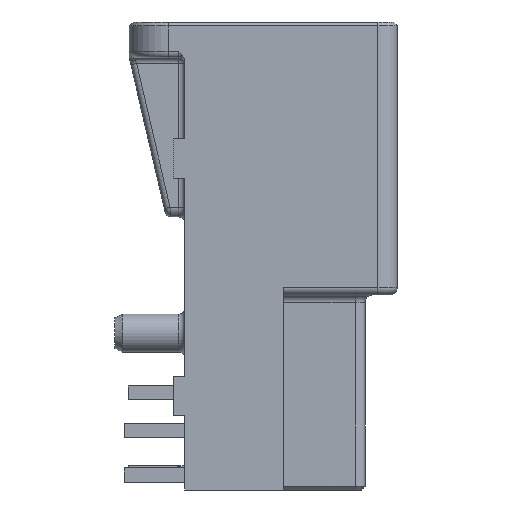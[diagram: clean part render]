
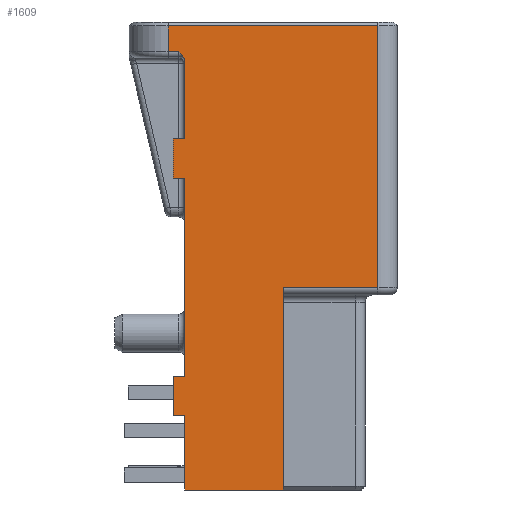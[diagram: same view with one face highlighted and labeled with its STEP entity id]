
A CAD part, left-side view. The second image highlights one B-rep face of the part: STEP entity #1609.
In plain terms, the highlighted planar face has unit normal (-1, 0, 0).
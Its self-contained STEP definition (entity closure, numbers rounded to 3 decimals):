
#1146=B_SPLINE_CURVE_WITH_KNOTS('',3,(#27701,#27702,#27703,#27704,#27705,
#27706,#27707,#27708,#27709,#27710,#27711,#27712,#27713),.UNSPECIFIED.,
 .F.,.F.,(4,3,3,3,4),(0.,0.006,0.496,0.783,
1.),.UNSPECIFIED.);
#1609=ADVANCED_FACE('',(#3292),#2632,.T.);
#2632=PLANE('',#19632);
#3292=FACE_OUTER_BOUND('',#4349,.T.);
#4349=EDGE_LOOP('',(#6519,#6520,#6521,#6522,#6523,#6524,#6525,#6526,#6527,
#6528,#6529,#6530,#6531,#6532,#6533,#6534,#6535));
#6519=ORIENTED_EDGE('',*,*,#13483,.T.);
#6520=ORIENTED_EDGE('',*,*,#13484,.T.);
#6521=ORIENTED_EDGE('',*,*,#13485,.T.);
#6522=ORIENTED_EDGE('',*,*,#13486,.T.);
#6523=ORIENTED_EDGE('',*,*,#13487,.F.);
#6524=ORIENTED_EDGE('',*,*,#13488,.T.);
#6525=ORIENTED_EDGE('',*,*,#13489,.T.);
#6526=ORIENTED_EDGE('',*,*,#13367,.F.);
#6527=ORIENTED_EDGE('',*,*,#13490,.F.);
#6528=ORIENTED_EDGE('',*,*,#13491,.F.);
#6529=ORIENTED_EDGE('',*,*,#13492,.T.);
#6530=ORIENTED_EDGE('',*,*,#13363,.F.);
#6531=ORIENTED_EDGE('',*,*,#13493,.F.);
#6532=ORIENTED_EDGE('',*,*,#13494,.F.);
#6533=ORIENTED_EDGE('',*,*,#13495,.T.);
#6534=ORIENTED_EDGE('',*,*,#13359,.F.);
#6535=ORIENTED_EDGE('',*,*,#13441,.T.);
#11615=VERTEX_POINT('',#27439);
#11616=VERTEX_POINT('',#27441);
#11619=VERTEX_POINT('',#27447);
#11620=VERTEX_POINT('',#27449);
#11623=VERTEX_POINT('',#27455);
#11624=VERTEX_POINT('',#27457);
#11695=VERTEX_POINT('',#27606);
#11729=VERTEX_POINT('',#27690);
#11730=VERTEX_POINT('',#27692);
#11731=VERTEX_POINT('',#27694);
#11732=VERTEX_POINT('',#27696);
#11733=VERTEX_POINT('',#27698);
#11734=VERTEX_POINT('',#27700);
#11735=VERTEX_POINT('',#27715);
#11736=VERTEX_POINT('',#27717);
#11737=VERTEX_POINT('',#27720);
#11738=VERTEX_POINT('',#27722);
#13359=EDGE_CURVE('',#11615,#11616,#15867,.T.);
#13363=EDGE_CURVE('',#11619,#11620,#15871,.T.);
#13367=EDGE_CURVE('',#11623,#11624,#15875,.T.);
#13441=EDGE_CURVE('',#11615,#11695,#15941,.T.);
#13483=EDGE_CURVE('',#11695,#11729,#15979,.T.);
#13484=EDGE_CURVE('',#11729,#11730,#15980,.T.);
#13485=EDGE_CURVE('',#11730,#11731,#15981,.T.);
#13486=EDGE_CURVE('',#11731,#11732,#15982,.T.);
#13487=EDGE_CURVE('',#11733,#11732,#15983,.T.);
#13488=EDGE_CURVE('',#11733,#11734,#15984,.T.);
#13489=EDGE_CURVE('',#11734,#11624,#1146,.T.);
#13490=EDGE_CURVE('',#11735,#11623,#15985,.T.);
#13491=EDGE_CURVE('',#11736,#11735,#15986,.T.);
#13492=EDGE_CURVE('',#11736,#11620,#15987,.T.);
#13493=EDGE_CURVE('',#11737,#11619,#15988,.T.);
#13494=EDGE_CURVE('',#11738,#11737,#15989,.T.);
#13495=EDGE_CURVE('',#11738,#11616,#15990,.T.);
#15867=LINE('',#27440,#17831);
#15871=LINE('',#27448,#17835);
#15875=LINE('',#27456,#17839);
#15941=LINE('',#27605,#17905);
#15979=LINE('',#27689,#17943);
#15980=LINE('',#27691,#17944);
#15981=LINE('',#27693,#17945);
#15982=LINE('',#27695,#17946);
#15983=LINE('',#27697,#17947);
#15984=LINE('',#27699,#17948);
#15985=LINE('',#27714,#17949);
#15986=LINE('',#27716,#17950);
#15987=LINE('',#27718,#17951);
#15988=LINE('',#27719,#17952);
#15989=LINE('',#27721,#17953);
#15990=LINE('',#27723,#17954);
#17831=VECTOR('',#21560,1.);
#17835=VECTOR('',#21564,1.);
#17839=VECTOR('',#21568,1.);
#17905=VECTOR('',#21658,1.);
#17943=VECTOR('',#21720,1.);
#17944=VECTOR('',#21721,1.);
#17945=VECTOR('',#21722,1.);
#17946=VECTOR('',#21723,1.);
#17947=VECTOR('',#21724,1.);
#17948=VECTOR('',#21725,1.);
#17949=VECTOR('',#21726,1.);
#17950=VECTOR('',#21727,1.);
#17951=VECTOR('',#21728,1.);
#17952=VECTOR('',#21729,1.);
#17953=VECTOR('',#21730,1.);
#17954=VECTOR('',#21731,1.);
#19632=AXIS2_PLACEMENT_3D('',#27724,#21732,#21733);
#21560=DIRECTION('',(0.,0.,1.));
#21564=DIRECTION('',(0.,0.,1.));
#21568=DIRECTION('',(0.,0.,1.));
#21658=DIRECTION('',(0.,-1.,0.));
#21720=DIRECTION('',(0.,0.,1.));
#21721=DIRECTION('',(0.,-1.,0.));
#21722=DIRECTION('',(0.,0.,1.));
#21723=DIRECTION('',(0.,1.,0.));
#21724=DIRECTION('',(0.,0.,1.));
#21725=DIRECTION('',(0.,-1.,0.));
#21726=DIRECTION('',(0.,-1.,0.));
#21727=DIRECTION('',(0.,0.,1.));
#21728=DIRECTION('',(0.,-1.,0.));
#21729=DIRECTION('',(0.,-1.,0.));
#21730=DIRECTION('',(0.,0.,1.));
#21731=DIRECTION('',(0.,-1.,0.));
#21732=DIRECTION('',(-1.,0.,0.));
#21733=DIRECTION('',(0.,-1.,0.));
#27439=CARTESIAN_POINT('',(-6.8,5.45,-9.1));
#27440=CARTESIAN_POINT('',(-6.8,5.45,14.9));
#27441=CARTESIAN_POINT('',(-6.8,5.45,-5.3));
#27447=CARTESIAN_POINT('',(-6.8,5.45,-3.3));
#27448=CARTESIAN_POINT('',(-6.8,5.45,14.9));
#27449=CARTESIAN_POINT('',(-6.8,5.45,6.9));
#27455=CARTESIAN_POINT('',(-6.8,5.45,8.9));
#27456=CARTESIAN_POINT('',(-6.8,5.45,14.9));
#27457=CARTESIAN_POINT('',(-6.8,5.45,12.85));
#27605=CARTESIAN_POINT('',(-6.8,5.45,-9.1));
#27606=CARTESIAN_POINT('',(-6.8,0.39,-9.1));
#27689=CARTESIAN_POINT('',(-6.8,0.39,-9.1));
#27690=CARTESIAN_POINT('',(-6.8,0.39,1.3));
#27691=CARTESIAN_POINT('',(-6.8,-4.45,1.3));
#27692=CARTESIAN_POINT('',(-6.8,-4.45,1.3));
#27693=CARTESIAN_POINT('',(-6.8,-4.45,12.9));
#27694=CARTESIAN_POINT('',(-6.8,-4.45,14.7));
#27695=CARTESIAN_POINT('',(-6.8,4.8,14.7));
#27696=CARTESIAN_POINT('',(-6.8,6.3,14.7));
#27697=CARTESIAN_POINT('',(-6.8,6.3,-3.217));
#27698=CARTESIAN_POINT('',(-6.8,6.3,13.37));
#27699=CARTESIAN_POINT('',(-6.8,3.8,13.37));
#27700=CARTESIAN_POINT('',(-6.8,5.75,13.37));
#27701=CARTESIAN_POINT('',(-6.8,5.75,13.37));
#27702=CARTESIAN_POINT('',(-6.8,5.749,13.369));
#27703=CARTESIAN_POINT('',(-6.8,5.748,13.368));
#27704=CARTESIAN_POINT('',(-6.8,5.748,13.368));
#27705=CARTESIAN_POINT('',(-6.8,5.676,13.296));
#27706=CARTESIAN_POINT('',(-6.8,5.605,13.224));
#27707=CARTESIAN_POINT('',(-6.8,5.549,13.141));
#27708=CARTESIAN_POINT('',(-6.8,5.516,13.092));
#27709=CARTESIAN_POINT('',(-6.8,5.488,13.038));
#27710=CARTESIAN_POINT('',(-6.8,5.471,12.982));
#27711=CARTESIAN_POINT('',(-6.8,5.458,12.94));
#27712=CARTESIAN_POINT('',(-6.8,5.45,12.895));
#27713=CARTESIAN_POINT('',(-6.8,5.45,12.85));
#27714=CARTESIAN_POINT('',(-6.8,11.39,8.9));
#27715=CARTESIAN_POINT('',(-6.8,6.05,8.9));
#27716=CARTESIAN_POINT('',(-6.8,6.05,6.9));
#27717=CARTESIAN_POINT('',(-6.8,6.05,6.9));
#27718=CARTESIAN_POINT('',(-6.8,11.39,6.9));
#27719=CARTESIAN_POINT('',(-6.8,6.05,-3.3));
#27720=CARTESIAN_POINT('',(-6.8,6.05,-3.3));
#27721=CARTESIAN_POINT('',(-6.8,6.05,-5.3));
#27722=CARTESIAN_POINT('',(-6.8,6.05,-5.3));
#27723=CARTESIAN_POINT('',(-6.8,6.05,-5.3));
#27724=CARTESIAN_POINT('',(-6.8,4.8,12.9));
